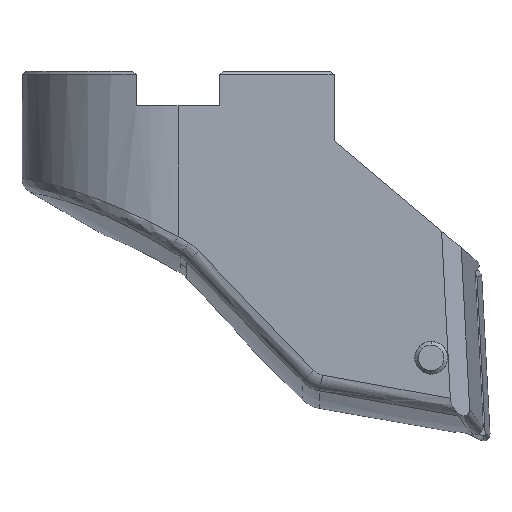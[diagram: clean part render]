
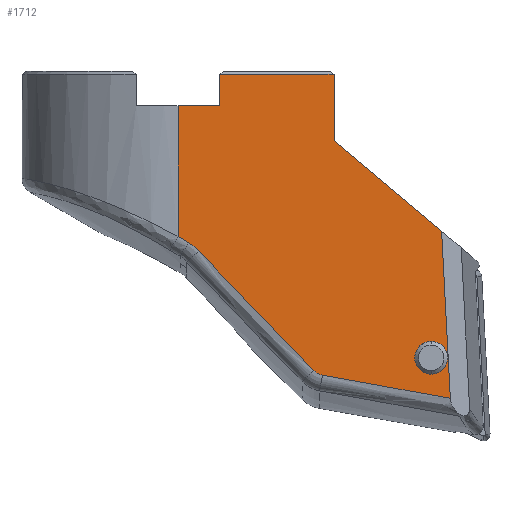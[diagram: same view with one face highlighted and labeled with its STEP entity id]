
A CAD part, top view. The second image highlights one B-rep face of the part: STEP entity #1712.
In plain terms, the highlighted planar face has unit normal (0, 0, 1).
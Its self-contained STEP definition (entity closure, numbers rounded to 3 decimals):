
#740=VERTEX_POINT('NONE',#1980);
#756=EDGE_CURVE('NONE',#762,#984,#1997,.T.);
#762=VERTEX_POINT('NONE',#2003);
#792=EDGE_CURVE('NONE',#986,#1034,#2034,.F.);
#848=VERTEX_POINT('NONE',#2097);
#868=VERTEX_POINT('NONE',#2117);
#876=VERTEX_POINT('NONE',#2126);
#964=VERTEX_POINT('NONE',#2222);
#984=VERTEX_POINT('NONE',#2243);
#986=VERTEX_POINT('NONE',#2245);
#1034=VERTEX_POINT('NONE',#2302);
#1092=VERTEX_POINT('NONE',#2364);
#1170=VERTEX_POINT('NONE',#2451);
#1184=VERTEX_POINT('NONE',#2468);
#1186=EDGE_CURVE('NONE',#1486,#964,#2470,.F.);
#1188=EDGE_CURVE('NONE',#1170,#868,#2472,.F.);
#1198=EDGE_CURVE('NONE',#876,#986,#2483,.F.);
#1312=EDGE_CURVE('NONE',#876,#1184,#2607,.T.);
#1328=EDGE_CURVE('NONE',#740,#1840,#2625,.T.);
#1344=EDGE_CURVE('NONE',#1840,#848,#2643,.T.);
#1392=EDGE_CURVE('NONE',#964,#1486,#2697,.T.);
#1464=EDGE_CURVE('NONE',#868,#740,#2777,.F.);
#1486=VERTEX_POINT('NONE',#2801);
#1580=EDGE_CURVE('NONE',#1034,#984,#2908,.F.);
#1712=ADVANCED_FACE('NONE',(#3056,#3057),#3058,.F.);
#1728=EDGE_CURVE('NONE',#762,#1092,#3076,.F.);
#1738=EDGE_CURVE('NONE',#1092,#848,#3087,.F.);
#1820=EDGE_CURVE('NONE',#1184,#1170,#3175,.F.);
#1840=VERTEX_POINT('NONE',#3199);
#1980=CARTESIAN_POINT('',(8.795,-18.513,9.5));
#1997=LINE('',#3490,#3491);
#2003=CARTESIAN_POINT('',(9.5,-0.2,9.5));
#2034=LINE('',#3559,#3560);
#2097=CARTESIAN_POINT('',(16.051,-9.747,9.5));
#2117=CARTESIAN_POINT('',(8.261,-18.227,9.5));
#2126=CARTESIAN_POINT('',(0.,-10.069,9.5));
#2222=CARTESIAN_POINT('',(15.47,-18.452,9.5));
#2243=CARTESIAN_POINT('',(2.55,-0.2,9.5));
#2245=CARTESIAN_POINT('',(0.,-2.1,9.5));
#2302=CARTESIAN_POINT('',(2.55,-2.1,9.5));
#2364=CARTESIAN_POINT('',(9.5,-4.25,9.5));
#2451=CARTESIAN_POINT('',(1.248,-10.949,9.5));
#2468=CARTESIAN_POINT('',(0.626,-10.449,9.5));
#2470=CIRCLE('',#7262,1.0);
#2472=B_SPLINE_CURVE_WITH_KNOTS('',3,(#7265,#7266,#7267,#7268),.UNSPECIFIED.,.F.,.F.,(4,4),(0.0,1.0),.UNSPECIFIED.);
#2483=LINE('',#7283,#7284);
#2607=B_SPLINE_CURVE_WITH_KNOTS('',3,(#7950,#7951,#7952,#7953),.UNSPECIFIED.,.F.,.F.,(4,4),(0.,0.001),.UNSPECIFIED.);
#2625=B_SPLINE_CURVE_WITH_KNOTS('',3,(#7974,#7975,#7976,#7977),.UNSPECIFIED.,.F.,.F.,(4,4),(0.037,0.045),.UNSPECIFIED.);
#2643=LINE('',#8038,#8039);
#2697=CIRCLE('',#8160,1.0);
#2777=B_SPLINE_CURVE_WITH_KNOTS('',3,(#8268,#8269,#8270,#8271),.UNSPECIFIED.,.F.,.F.,(4,4),(0.0,1.0),.UNSPECIFIED.);
#2801=CARTESIAN_POINT('',(15.365,-16.455,9.5));
#2908=LINE('',#9133,#9134);
#3056=FACE_OUTER_BOUND('',#10357,.T.);
#3057=FACE_BOUND('',#10358,.T.);
#3058=PLANE('',#10359);
#3076=LINE('',#10383,#10384);
#3087=LINE('',#10399,#10400);
#3175=B_SPLINE_CURVE_WITH_KNOTS('',3,(#10557,#10558,#10559,#10560),.UNSPECIFIED.,.F.,.F.,(4,4),(0.0,1.0),.UNSPECIFIED.);
#3199=CARTESIAN_POINT('',(16.585,-19.926,9.5));
#3490=CARTESIAN_POINT('',(0.,-0.2,9.5));
#3491=VECTOR('',#10732,1.0);
#3559=CARTESIAN_POINT('',(1.275,-2.1,9.5));
#3560=VECTOR('',#10759,1.0);
#7262=AXIS2_PLACEMENT_3D('',#11235,#11236,#11237);
#7265=CARTESIAN_POINT('',(8.261,-18.227,9.5));
#7266=CARTESIAN_POINT('',(5.914,-15.81,9.5));
#7267=CARTESIAN_POINT('',(3.574,-13.386,9.5));
#7268=CARTESIAN_POINT('',(1.248,-10.949,9.5));
#7283=CARTESIAN_POINT('',(0.,-30.0,9.5));
#7284=VECTOR('',#11250,1.0);
#7950=CARTESIAN_POINT('',(0.,-10.069,9.5));
#7951=CARTESIAN_POINT('',(0.209,-10.196,9.5));
#7952=CARTESIAN_POINT('',(0.418,-10.322,9.5));
#7953=CARTESIAN_POINT('',(0.626,-10.449,9.5));
#7974=CARTESIAN_POINT('',(8.795,-18.513,9.5));
#7975=CARTESIAN_POINT('',(11.391,-18.984,9.5));
#7976=CARTESIAN_POINT('',(13.988,-19.455,9.5));
#7977=CARTESIAN_POINT('',(16.585,-19.926,9.5));
#8038=CARTESIAN_POINT('',(16.92,-26.325,9.5));
#8039=VECTOR('',#11436,1.0);
#8160=AXIS2_PLACEMENT_3D('',#11501,#11502,#11503);
#8268=CARTESIAN_POINT('',(8.795,-18.513,9.5));
#8269=CARTESIAN_POINT('',(8.593,-18.476,9.5));
#8270=CARTESIAN_POINT('',(8.404,-18.374,9.5));
#8271=CARTESIAN_POINT('',(8.261,-18.227,9.5));
#9133=CARTESIAN_POINT('',(2.55,-15.0,9.5));
#9134=VECTOR('',#11750,1.0);
#10357=EDGE_LOOP('',(#11921,#11922,#11923,#11924,#11925,#11926,#11927,#11928,#11929,#11930,#11931,#11932));
#10358=EDGE_LOOP('',(#11933,#11934));
#10359=AXIS2_PLACEMENT_3D('',#11935,#11936,#11937);
#10383=CARTESIAN_POINT('',(9.5,-15.0,9.5));
#10384=VECTOR('',#11964,1.0);
#10399=CARTESIAN_POINT('',(13.052,-7.231,9.5));
#10400=VECTOR('',#11977,1.0);
#10557=CARTESIAN_POINT('',(1.248,-10.949,9.5));
#10558=CARTESIAN_POINT('',(1.064,-10.756,9.5));
#10559=CARTESIAN_POINT('',(0.854,-10.587,9.5));
#10560=CARTESIAN_POINT('',(0.626,-10.449,9.5));
#10732=DIRECTION('',(-1.0,0.,0.));
#10759=DIRECTION('',(-1.0,-0.0,0.));
#11235=CARTESIAN_POINT('',(15.417,-17.454,9.5));
#11236=DIRECTION('',(0.,0.,-1.0));
#11237=DIRECTION('',(0.052,-0.999,0.));
#11250=DIRECTION('',(0.0,-1.0,0.0));
#11436=DIRECTION('',(-0.052,0.999,0.));
#11501=CARTESIAN_POINT('',(15.417,-17.454,9.5));
#11502=DIRECTION('',(0.,0.,1.0));
#11503=DIRECTION('',(0.052,-0.999,0.));
#11750=DIRECTION('',(0.,-1.0,0.));
#11921=ORIENTED_EDGE('',*,*,#1728,.F.);
#11922=ORIENTED_EDGE('',*,*,#756,.T.);
#11923=ORIENTED_EDGE('',*,*,#1580,.F.);
#11924=ORIENTED_EDGE('',*,*,#792,.F.);
#11925=ORIENTED_EDGE('',*,*,#1198,.F.);
#11926=ORIENTED_EDGE('',*,*,#1312,.T.);
#11927=ORIENTED_EDGE('',*,*,#1820,.T.);
#11928=ORIENTED_EDGE('',*,*,#1188,.T.);
#11929=ORIENTED_EDGE('',*,*,#1464,.T.);
#11930=ORIENTED_EDGE('',*,*,#1328,.T.);
#11931=ORIENTED_EDGE('',*,*,#1344,.T.);
#11932=ORIENTED_EDGE('',*,*,#1738,.F.);
#11933=ORIENTED_EDGE('',*,*,#1392,.F.);
#11934=ORIENTED_EDGE('',*,*,#1186,.F.);
#11935=CARTESIAN_POINT('',(0.,-30.0,9.5));
#11936=DIRECTION('',(0.,0.0,-1.0));
#11937=DIRECTION('',(-1.0,-0.0,0.));
#11964=DIRECTION('',(0.0,1.0,-0.0));
#11977=DIRECTION('',(-0.766,0.643,0.));
